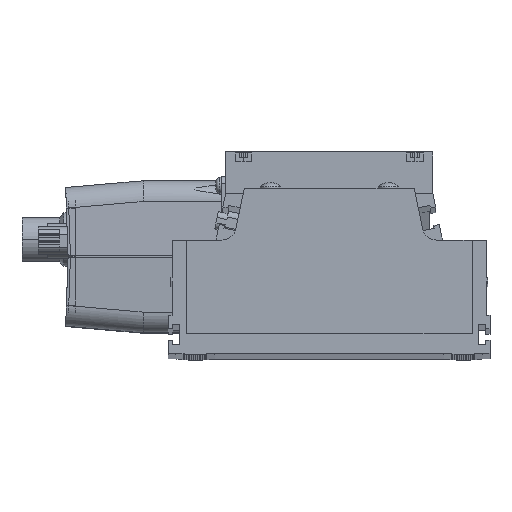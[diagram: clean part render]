
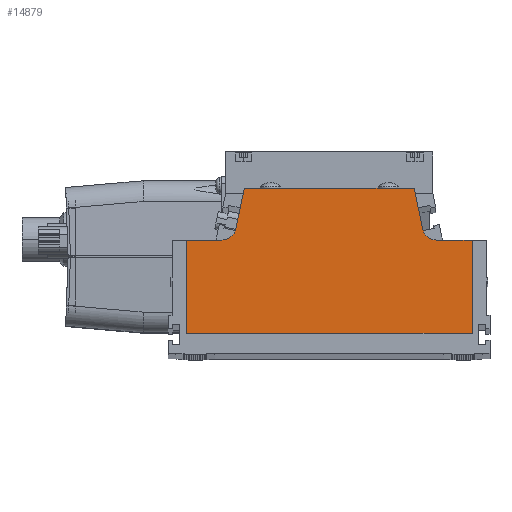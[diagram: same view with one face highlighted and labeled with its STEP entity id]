
A CAD part, top view. The second image highlights one B-rep face of the part: STEP entity #14879.
In plain terms, the highlighted planar face has unit normal (0, 0, 1).
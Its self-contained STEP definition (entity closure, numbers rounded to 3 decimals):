
#152 = DIRECTION ( 'NONE',  ( -1., 0., 0. ) ) ;
#1515 = CARTESIAN_POINT ( 'NONE',  ( -40., 84.488, 972.5 ) ) ;
#2390 = CARTESIAN_POINT ( 'NONE',  ( -40., 84.488, 972.5 ) ) ;
#2667 = ORIENTED_EDGE ( 'NONE', *, *, #5536, .T. ) ;
#3197 = VECTOR ( 'NONE', #25554, 1000. ) ;
#3397 = EDGE_CURVE ( 'NONE', #6076, #26911, #19001, .T. ) ;
#3707 = ORIENTED_EDGE ( 'NONE', *, *, #20219, .T. ) ;
#4183 = LINE ( 'NONE', #24312, #9649 ) ;
#4568 = CARTESIAN_POINT ( 'NONE',  ( -26.133, 6.184, 972.5 ) ) ;
#4705 = FACE_OUTER_BOUND ( 'NONE', #14351, .T. ) ;
#4836 = VERTEX_POINT ( 'NONE', #13225 ) ;
#5278 = ORIENTED_EDGE ( 'NONE', *, *, #23621, .T. ) ;
#5419 = LINE ( 'NONE', #18119, #3197 ) ;
#5536 = EDGE_CURVE ( 'NONE', #4836, #26911, #12069, .T. ) ;
#5693 = CARTESIAN_POINT ( 'NONE',  ( 40., 84.488, 972.5 ) ) ;
#5827 = VERTEX_POINT ( 'NONE', #18806 ) ;
#6076 = VERTEX_POINT ( 'NONE', #22867 ) ;
#6405 = CARTESIAN_POINT ( 'NONE',  ( 23.784, 17.45, 972.5 ) ) ;
#7663 = DIRECTION ( 'NONE',  ( -1., 0., 0. ) ) ;
#7953 = CARTESIAN_POINT ( 'NONE',  ( 40., 3., 972.5 ) ) ;
#8039 = LINE ( 'NONE', #25531, #19241 ) ;
#8507 = ORIENTED_EDGE ( 'NONE', *, *, #24944, .F. ) ;
#8814 = CIRCLE ( 'NONE', #19877, 4. ) ;
#9029 = CARTESIAN_POINT ( 'NONE',  ( -30.049, 3., 972.5 ) ) ;
#9649 = VECTOR ( 'NONE', #19528, 1000. ) ;
#10039 = ORIENTED_EDGE ( 'NONE', *, *, #10695, .F. ) ;
#10153 = PLANE ( 'NONE',  #21950 ) ;
#10533 = DIRECTION ( 'NONE',  ( -1., 0., 0. ) ) ;
#10691 = DIRECTION ( 'NONE',  ( 0.204, -0.979, 0. ) ) ;
#10695 = EDGE_CURVE ( 'NONE', #32119, #6076, #13127, .T. ) ;
#11530 = DIRECTION ( 'NONE',  ( 0., 0., -1. ) ) ;
#11868 = VECTOR ( 'NONE', #18396, 1000. ) ;
#12069 = LINE ( 'NONE', #1515, #16286 ) ;
#13127 = LINE ( 'NONE', #5693, #11868 ) ;
#13225 = CARTESIAN_POINT ( 'NONE',  ( -40., 3., 972.5 ) ) ;
#13887 = DIRECTION ( 'NONE',  ( 0., -1., 0. ) ) ;
#13915 = CARTESIAN_POINT ( 'NONE',  ( -40., -23.13, 972.5 ) ) ;
#14052 = CARTESIAN_POINT ( 'NONE',  ( -40., -23.13, 972.5 ) ) ;
#14351 = EDGE_LOOP ( 'NONE', ( #10039, #26477, #3707, #30681, #25762, #8507, #19144, #5278, #2667, #30252 ) ) ;
#14663 = VERTEX_POINT ( 'NONE', #25895 ) ;
#14879 = ADVANCED_FACE ( 'NONE', ( #4705 ), #10153, .F. ) ;
#14993 = LINE ( 'NONE', #25392, #16106 ) ;
#15179 = CARTESIAN_POINT ( 'NONE',  ( 26.133, 6.184, 972.5 ) ) ;
#15938 = EDGE_CURVE ( 'NONE', #27649, #22782, #30460, .T. ) ;
#16106 = VECTOR ( 'NONE', #152, 1000. ) ;
#16272 = EDGE_CURVE ( 'NONE', #26391, #26361, #8039, .T. ) ;
#16286 = VECTOR ( 'NONE', #13887, 1000. ) ;
#17218 = AXIS2_PLACEMENT_3D ( 'NONE', #31311, #11530, #29184 ) ;
#17470 = LINE ( 'NONE', #27534, #19861 ) ;
#18119 = CARTESIAN_POINT ( 'NONE',  ( -23.784, 17.45, 972.5 ) ) ;
#18334 = VECTOR ( 'NONE', #24109, 1000. ) ;
#18396 = DIRECTION ( 'NONE',  ( 0., -1., 0. ) ) ;
#18659 = EDGE_CURVE ( 'NONE', #14663, #26391, #5419, .T. ) ;
#18806 = CARTESIAN_POINT ( 'NONE',  ( 30.049, 3., 972.5 ) ) ;
#19001 = LINE ( 'NONE', #14052, #18334 ) ;
#19144 = ORIENTED_EDGE ( 'NONE', *, *, #15938, .T. ) ;
#19241 = VECTOR ( 'NONE', #10691, 1000. ) ;
#19528 = DIRECTION ( 'NONE',  ( -1., 0., 0. ) ) ;
#19861 = VECTOR ( 'NONE', #21773, 1000. ) ;
#19877 = AXIS2_PLACEMENT_3D ( 'NONE', #23551, #30790, #10533 ) ;
#20200 = DIRECTION ( 'NONE',  ( 0., 0., -1. ) ) ;
#20219 = EDGE_CURVE ( 'NONE', #5827, #26361, #8814, .T. ) ;
#21773 = DIRECTION ( 'NONE',  ( 0.204, 0.979, 0. ) ) ;
#21950 = AXIS2_PLACEMENT_3D ( 'NONE', #2390, #20200, #7663 ) ;
#22782 = VERTEX_POINT ( 'NONE', #9029 ) ;
#22867 = CARTESIAN_POINT ( 'NONE',  ( 40., -23.13, 972.5 ) ) ;
#23551 = CARTESIAN_POINT ( 'NONE',  ( 30.049, 7., 972.5 ) ) ;
#23621 = EDGE_CURVE ( 'NONE', #22782, #4836, #14993, .T. ) ;
#24109 = DIRECTION ( 'NONE',  ( -1., 0., 0. ) ) ;
#24312 = CARTESIAN_POINT ( 'NONE',  ( -40., 3., 972.5 ) ) ;
#24944 = EDGE_CURVE ( 'NONE', #27649, #14663, #17470, .T. ) ;
#25392 = CARTESIAN_POINT ( 'NONE',  ( -40., 3., 972.5 ) ) ;
#25531 = CARTESIAN_POINT ( 'NONE',  ( 23.784, 17.45, 972.5 ) ) ;
#25554 = DIRECTION ( 'NONE',  ( 1., 0., 0. ) ) ;
#25762 = ORIENTED_EDGE ( 'NONE', *, *, #18659, .F. ) ;
#25895 = CARTESIAN_POINT ( 'NONE',  ( -23.784, 17.45, 972.5 ) ) ;
#26361 = VERTEX_POINT ( 'NONE', #15179 ) ;
#26391 = VERTEX_POINT ( 'NONE', #6405 ) ;
#26477 = ORIENTED_EDGE ( 'NONE', *, *, #27059, .T. ) ;
#26911 = VERTEX_POINT ( 'NONE', #13915 ) ;
#27059 = EDGE_CURVE ( 'NONE', #32119, #5827, #4183, .T. ) ;
#27534 = CARTESIAN_POINT ( 'NONE',  ( -26.797, 3., 972.5 ) ) ;
#27649 = VERTEX_POINT ( 'NONE', #4568 ) ;
#29184 = DIRECTION ( 'NONE',  ( -1., 0., 0. ) ) ;
#30252 = ORIENTED_EDGE ( 'NONE', *, *, #3397, .F. ) ;
#30460 = CIRCLE ( 'NONE', #17218, 4. ) ;
#30681 = ORIENTED_EDGE ( 'NONE', *, *, #16272, .F. ) ;
#30790 = DIRECTION ( 'NONE',  ( 0., 0., -1. ) ) ;
#31311 = CARTESIAN_POINT ( 'NONE',  ( -30.049, 7., 972.5 ) ) ;
#32119 = VERTEX_POINT ( 'NONE', #7953 ) ;
